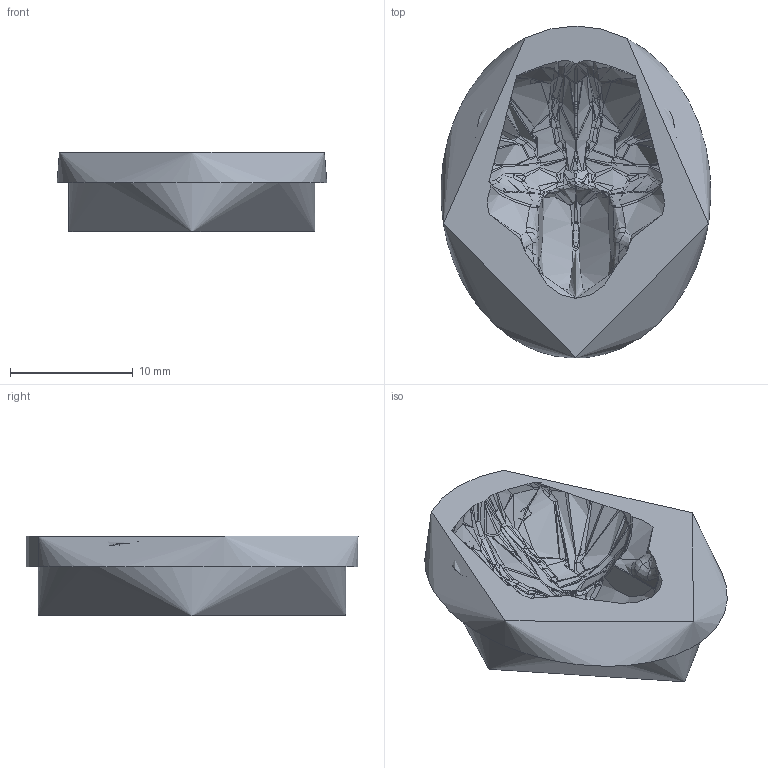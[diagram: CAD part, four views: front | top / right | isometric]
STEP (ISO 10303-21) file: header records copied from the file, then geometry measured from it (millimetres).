
FILE_DESCRIPTION(/* description */ ('Unknown'),/* implementation_level */ '2;1');
FILE_NAME(/* name */ 'Einsatz Gehirn 2te Seite',/* time_stamp */ '2025-12-03T15:50:26+01:00',/* author */ ('Unknown'),/* organization */ ('Unknown'),/* preprocessor_version */ 'ST-DEVELOPER v19.4',/* originating_system */ 'Solid Edge',/* authorisation */ 'Unknown');
FILE_SCHEMA (('AUTOMOTIVE_DESIGN {1 0 10303 214 3 1 1}'));
Length unit declared in the file: millimetre
Products named in the file (1): Einsatz Gehirn 2te Seite
Bounding box: 21.94 x 27 x 6.5 mm (x, y, z)
Volume: 1914.6 mm3; surface area: 1573.5 mm2
Topology: 1 solids, 1 shells, 649 faces, 1735 edges, 1003 vertices
Faces by surface type: bspline 545, sphere 69, torus 14, cylinder 13, plane 8
Entity records: 33040 total; most frequent: CARTESIAN_POINT 21827, ORIENTED_EDGE 3286, EDGE_CURVE 1643, B_SPLINE_CURVE_WITH_KNOTS 1271, VERTEX_POINT 1001, DIRECTION 921, EDGE_LOOP 650, FACE_BOUND 650
